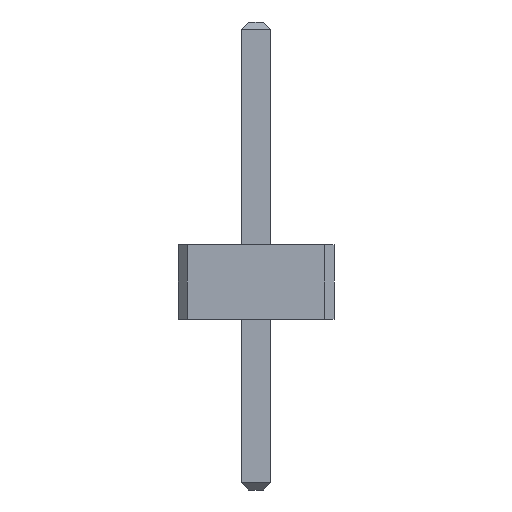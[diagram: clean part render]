
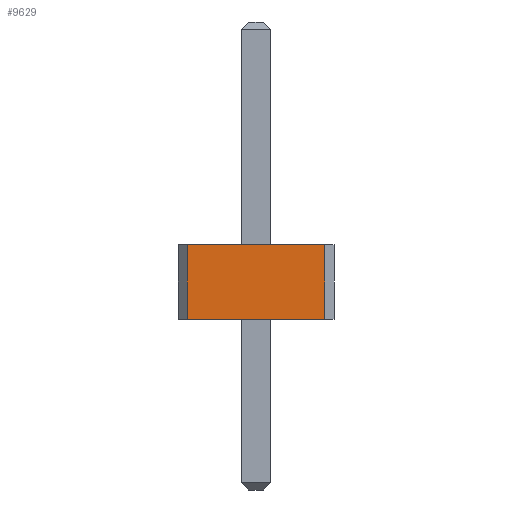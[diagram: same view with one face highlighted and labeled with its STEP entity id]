
A CAD part, front view. The second image highlights one B-rep face of the part: STEP entity #9629.
In plain terms, the highlighted planar face has unit normal (0, -1, 0).
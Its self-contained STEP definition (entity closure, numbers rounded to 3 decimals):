
#935 = VERTEX_POINT('',#936);
#936 = CARTESIAN_POINT('',(0.923,-45.085,0.));
#942 = EDGE_CURVE('',#943,#935,#945,.T.);
#943 = VERTEX_POINT('',#944);
#944 = CARTESIAN_POINT('',(-0.923,-45.085,0.));
#945 = LINE('',#946,#947);
#946 = CARTESIAN_POINT('',(-1.05,-45.085,0.));
#947 = VECTOR('',#948,1.);
#948 = DIRECTION('',(1.,0.,0.));
#3927 = VERTEX_POINT('',#3928);
#3928 = CARTESIAN_POINT('',(-0.923,-45.085,1.));
#3934 = EDGE_CURVE('',#3927,#3935,#3937,.T.);
#3935 = VERTEX_POINT('',#3936);
#3936 = CARTESIAN_POINT('',(0.923,-45.085,1.));
#3937 = LINE('',#3938,#3939);
#3938 = CARTESIAN_POINT('',(-1.05,-45.085,1.));
#3939 = VECTOR('',#3940,1.);
#3940 = DIRECTION('',(1.,0.,0.));
#9619 = EDGE_CURVE('',#943,#3927,#9620,.T.);
#9620 = LINE('',#9621,#9622);
#9621 = CARTESIAN_POINT('',(-0.923,-45.085,0.));
#9622 = VECTOR('',#9623,1.);
#9623 = DIRECTION('',(0.,0.,1.));
#9629 = ADVANCED_FACE('',(#9630),#9641,.F.);
#9630 = FACE_BOUND('',#9631,.F.);
#9631 = EDGE_LOOP('',(#9632,#9633,#9634,#9635));
#9632 = ORIENTED_EDGE('',*,*,#942,.F.);
#9633 = ORIENTED_EDGE('',*,*,#9619,.T.);
#9634 = ORIENTED_EDGE('',*,*,#3934,.T.);
#9635 = ORIENTED_EDGE('',*,*,#9636,.F.);
#9636 = EDGE_CURVE('',#935,#3935,#9637,.T.);
#9637 = LINE('',#9638,#9639);
#9638 = CARTESIAN_POINT('',(0.923,-45.085,0.));
#9639 = VECTOR('',#9640,1.);
#9640 = DIRECTION('',(0.,0.,1.));
#9641 = PLANE('',#9642);
#9642 = AXIS2_PLACEMENT_3D('',#9643,#9644,#9645);
#9643 = CARTESIAN_POINT('',(-1.05,-45.085,0.));
#9644 = DIRECTION('',(0.,1.,0.));
#9645 = DIRECTION('',(1.,0.,0.));
